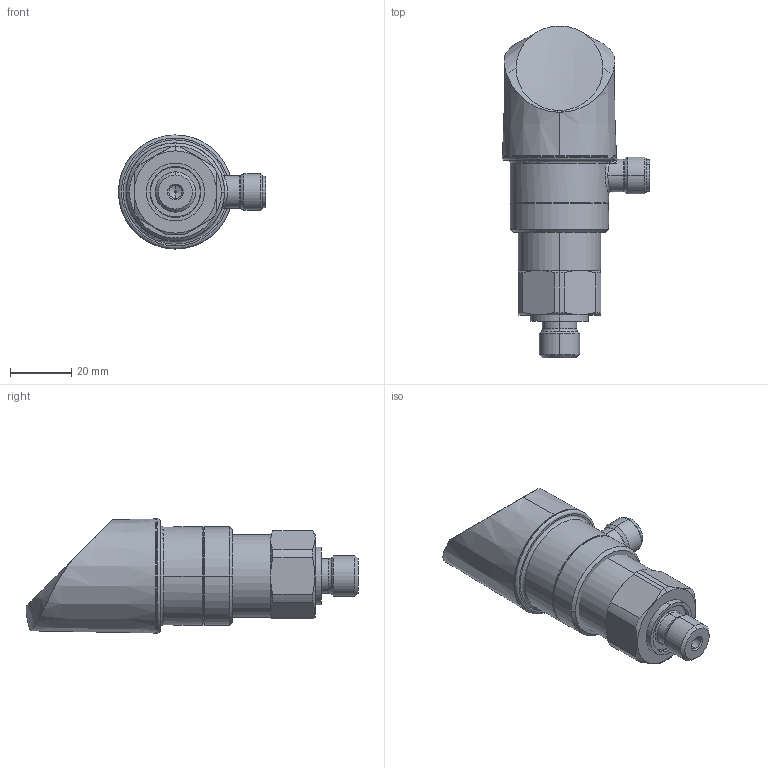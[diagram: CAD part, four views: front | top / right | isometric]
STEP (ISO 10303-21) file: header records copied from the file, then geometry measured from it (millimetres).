
FILE_DESCRIPTION (( 'STEP AP214' ), '1' );
FILE_NAME ('8381.XX.XX.15.35.STEP', '2020-07-06T08:37:08', ( '' ), ( '' ), 'SwSTEP 2.0', 'SolidWorks 2016', '' );
FILE_SCHEMA (( 'AUTOMOTIVE_DESIGN' ));
Length unit declared in the file: millimetre
Products named in the file (3): Display-5Pol; C34628_15; 8381.XX.XX.15.35
Assembly tree (2 placements, depth 2):
  8381.XX.XX.15.35
    C34628_15
    Display-5Pol
Bounding box: 48 x 108.24 x 37.2 mm (x, y, z)
Volume: 70598.6 mm3; surface area: 15009.9 mm2
Topology: 2 solids, 2 shells, 174 faces, 391 edges, 230 vertices
Faces by surface type: cylinder 60, cone 35, plane 32, torus 28, bspline 17, sphere 2
Entity records: 8327 total; most frequent: CARTESIAN_POINT 3580, DIRECTION 835, ORIENTED_EDGE 774, EDGE_CURVE 387, AXIS2_PLACEMENT_3D 363, VERTEX_POINT 230, CIRCLE 201, EDGE_LOOP 189
